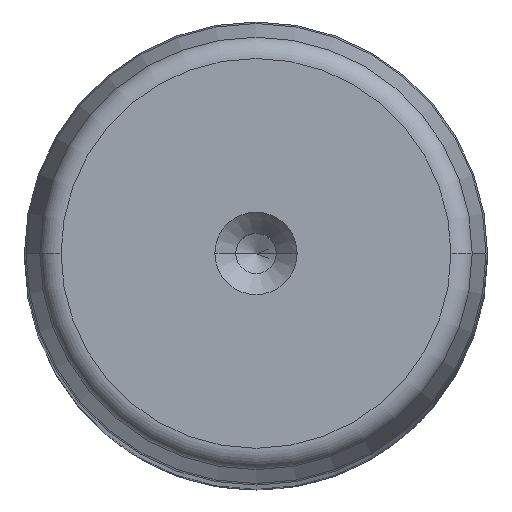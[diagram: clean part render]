
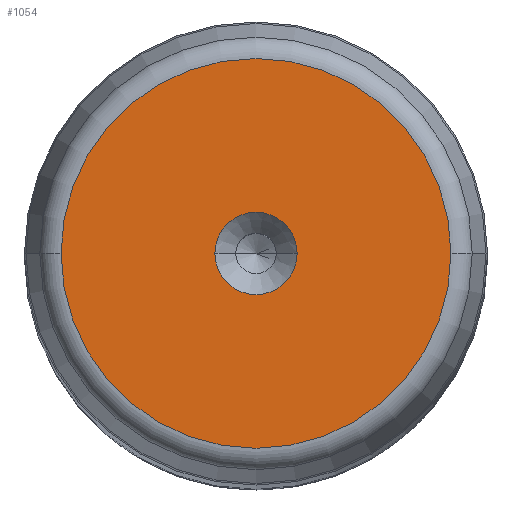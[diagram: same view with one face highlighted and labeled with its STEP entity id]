
A CAD part, top view. The second image highlights one B-rep face of the part: STEP entity #1054.
In plain terms, the highlighted planar face has unit normal (0, 0, 1).
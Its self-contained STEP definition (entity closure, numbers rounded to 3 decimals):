
#28 = CARTESIAN_POINT ( 'NONE',  ( 0., 0., 400. ) ) ;
#35 = ORIENTED_EDGE ( 'NONE', *, *, #546, .F. ) ;
#195 = AXIS2_PLACEMENT_3D ( 'NONE', #2126, #475, #2930 ) ;
#224 = CARTESIAN_POINT ( 'NONE',  ( -26.519, 0., 400. ) ) ;
#405 = AXIS2_PLACEMENT_3D ( 'NONE', #28, #3286, #557 ) ;
#427 = CARTESIAN_POINT ( 'NONE',  ( 26.519, 0., 400. ) ) ;
#475 = DIRECTION ( 'NONE',  ( 0., 0., 1. ) ) ;
#510 = VERTEX_POINT ( 'NONE', #224 ) ;
#546 = EDGE_CURVE ( 'NONE', #2622, #1165, #1226, .T. ) ;
#557 = DIRECTION ( 'NONE',  ( 1., 0., 0. ) ) ;
#643 = DIRECTION ( 'NONE',  ( 1., 0., 0. ) ) ;
#723 = CARTESIAN_POINT ( 'NONE',  ( 0., 0., 400. ) ) ;
#759 = DIRECTION ( 'NONE',  ( 1., 0., 0. ) ) ;
#827 = AXIS2_PLACEMENT_3D ( 'NONE', #723, #3425, #1797 ) ;
#1054 = ADVANCED_FACE ( 'NONE', ( #1958, #3248 ), #2906, .T. ) ;
#1095 = ORIENTED_EDGE ( 'NONE', *, *, #2536, .T. ) ;
#1165 = VERTEX_POINT ( 'NONE', #2528 ) ;
#1226 = CIRCLE ( 'NONE', #195, 5.6 ) ;
#1484 = EDGE_LOOP ( 'NONE', ( #35, #1704 ) ) ;
#1704 = ORIENTED_EDGE ( 'NONE', *, *, #3470, .F. ) ;
#1797 = DIRECTION ( 'NONE',  ( 1., 0., 0. ) ) ;
#1958 = FACE_OUTER_BOUND ( 'NONE', #3476, .T. ) ;
#1977 = DIRECTION ( 'NONE',  ( 0., 0., 1. ) ) ;
#2016 = CARTESIAN_POINT ( 'NONE',  ( 5.6, 0., 400. ) ) ;
#2126 = CARTESIAN_POINT ( 'NONE',  ( 0., 0., 400. ) ) ;
#2201 = EDGE_CURVE ( 'NONE', #510, #3406, #3484, .T. ) ;
#2294 = ORIENTED_EDGE ( 'NONE', *, *, #2201, .T. ) ;
#2498 = AXIS2_PLACEMENT_3D ( 'NONE', #3074, #1977, #643 ) ;
#2528 = CARTESIAN_POINT ( 'NONE',  ( -5.6, 0., 400. ) ) ;
#2536 = EDGE_CURVE ( 'NONE', #3406, #510, #2918, .T. ) ;
#2622 = VERTEX_POINT ( 'NONE', #2016 ) ;
#2653 = CARTESIAN_POINT ( 'NONE',  ( 0., 0., 400. ) ) ;
#2906 = PLANE ( 'NONE',  #827 ) ;
#2918 = CIRCLE ( 'NONE', #2498, 26.519 ) ;
#2930 = DIRECTION ( 'NONE',  ( 1., 0., 0. ) ) ;
#3074 = CARTESIAN_POINT ( 'NONE',  ( 0., 0., 400. ) ) ;
#3112 = AXIS2_PLACEMENT_3D ( 'NONE', #2653, #3213, #759 ) ;
#3213 = DIRECTION ( 'NONE',  ( 0., 0., 1. ) ) ;
#3248 = FACE_BOUND ( 'NONE', #1484, .T. ) ;
#3286 = DIRECTION ( 'NONE',  ( 0., 0., 1. ) ) ;
#3406 = VERTEX_POINT ( 'NONE', #427 ) ;
#3425 = DIRECTION ( 'NONE',  ( 0., 0., 1. ) ) ;
#3430 = CIRCLE ( 'NONE', #3112, 5.6 ) ;
#3470 = EDGE_CURVE ( 'NONE', #1165, #2622, #3430, .T. ) ;
#3476 = EDGE_LOOP ( 'NONE', ( #1095, #2294 ) ) ;
#3484 = CIRCLE ( 'NONE', #405, 26.519 ) ;
